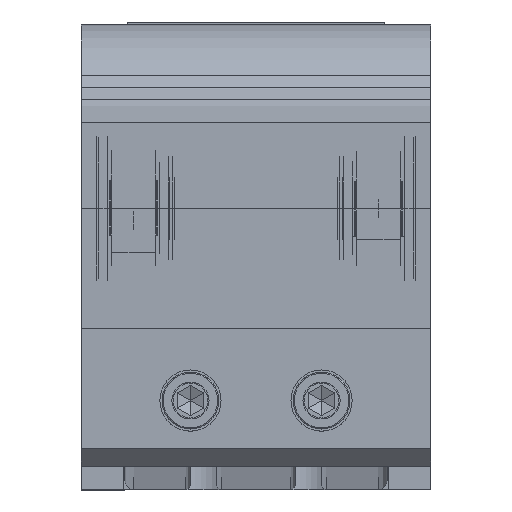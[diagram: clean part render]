
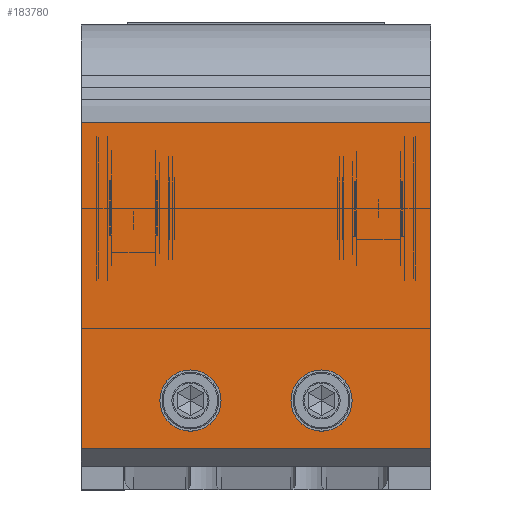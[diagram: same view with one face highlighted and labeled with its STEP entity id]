
A CAD part, top view. The second image highlights one B-rep face of the part: STEP entity #183780.
In plain terms, the highlighted planar face has unit normal (0, 0, 1).
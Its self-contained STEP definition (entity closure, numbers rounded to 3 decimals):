
#11931 = CARTESIAN_POINT ( 'NONE',  ( 185.798, 163.238, 570.351 ) ) ;
#12021 = CARTESIAN_POINT ( 'NONE',  ( 160.798, 174.238, 570.351 ) ) ;
#19529 = CIRCLE ( 'NONE', #162670, 7. ) ;
#20103 = EDGE_CURVE ( 'NONE', #37485, #214546, #19529, .T. ) ;
#27600 = LINE ( 'NONE', #115939, #199695 ) ;
#31855 = CARTESIAN_POINT ( 'NONE',  ( 185.798, 163.238, 570.351 ) ) ;
#37485 = VERTEX_POINT ( 'NONE', #145300 ) ;
#43269 = VECTOR ( 'NONE', #85944, 1000. ) ;
#58444 = VERTEX_POINT ( 'NONE', #121839 ) ;
#59922 = VERTEX_POINT ( 'NONE', #261525 ) ;
#62115 = ORIENTED_EDGE ( 'NONE', *, *, #90241, .F. ) ;
#70331 = EDGE_CURVE ( 'NONE', #120653, #82689, #161356, .T. ) ;
#74086 = CARTESIAN_POINT ( 'NONE',  ( 137.798, 174.238, 570.351 ) ) ;
#75595 = CIRCLE ( 'NONE', #88865, 7. ) ;
#81615 = ORIENTED_EDGE ( 'NONE', *, *, #20103, .F. ) ;
#82431 = FACE_BOUND ( 'NONE', #179238, .T. ) ;
#82689 = VERTEX_POINT ( 'NONE', #11931 ) ;
#85944 = DIRECTION ( 'NONE',  ( -1., 0., 0. ) ) ;
#88865 = AXIS2_PLACEMENT_3D ( 'NONE', #12021, #123425, #143715 ) ;
#90241 = EDGE_CURVE ( 'NONE', #277679, #58444, #263090, .T. ) ;
#92857 = ORIENTED_EDGE ( 'NONE', *, *, #70331, .F. ) ;
#94639 = DIRECTION ( 'NONE',  ( 1., 0., 0. ) ) ;
#102914 = AXIS2_PLACEMENT_3D ( 'NONE', #256460, #218714, #236118 ) ;
#104195 = DIRECTION ( 'NONE',  ( -1., 0., 0. ) ) ;
#112121 = AXIS2_PLACEMENT_3D ( 'NONE', #144679, #172123, #104195 ) ;
#113273 = CARTESIAN_POINT ( 'NONE',  ( 185.798, 237.738, 570.351 ) ) ;
#114475 = ORIENTED_EDGE ( 'NONE', *, *, #161753, .F. ) ;
#114730 = ORIENTED_EDGE ( 'NONE', *, *, #129968, .T. ) ;
#115939 = CARTESIAN_POINT ( 'NONE',  ( 105.798, 159.238, 570.351 ) ) ;
#120653 = VERTEX_POINT ( 'NONE', #236654 ) ;
#121839 = CARTESIAN_POINT ( 'NONE',  ( 167.798, 174.238, 570.351 ) ) ;
#123425 = DIRECTION ( 'NONE',  ( 0., 0., 1. ) ) ;
#125808 = FACE_BOUND ( 'NONE', #171054, .T. ) ;
#129968 = EDGE_CURVE ( 'NONE', #59922, #82689, #181025, .T. ) ;
#132766 = VERTEX_POINT ( 'NONE', #138833 ) ;
#138833 = CARTESIAN_POINT ( 'NONE',  ( 105.798, 237.738, 570.351 ) ) ;
#143715 = DIRECTION ( 'NONE',  ( 1., 0., 0. ) ) ;
#144679 = CARTESIAN_POINT ( 'NONE',  ( 185.798, 159.238, 570.351 ) ) ;
#145300 = CARTESIAN_POINT ( 'NONE',  ( 123.798, 174.238, 570.351 ) ) ;
#147501 = PLANE ( 'NONE',  #112121 ) ;
#159701 = CARTESIAN_POINT ( 'NONE',  ( 130.798, 174.238, 570.351 ) ) ;
#161356 = LINE ( 'NONE', #249695, #285874 ) ;
#161753 = EDGE_CURVE ( 'NONE', #58444, #277679, #75595, .T. ) ;
#162670 = AXIS2_PLACEMENT_3D ( 'NONE', #159701, #252292, #94639 ) ;
#167426 = EDGE_CURVE ( 'NONE', #214546, #37485, #278810, .T. ) ;
#171054 = EDGE_LOOP ( 'NONE', ( #114475, #62115 ) ) ;
#172123 = DIRECTION ( 'NONE',  ( 0., 0., -1. ) ) ;
#174147 = DIRECTION ( 'NONE',  ( 1., 0., 0. ) ) ;
#176662 = EDGE_LOOP ( 'NONE', ( #229616, #114730, #92857, #222238 ) ) ;
#177072 = LINE ( 'NONE', #113273, #43269 ) ;
#177283 = CARTESIAN_POINT ( 'NONE',  ( 153.798, 174.238, 570.351 ) ) ;
#179238 = EDGE_LOOP ( 'NONE', ( #188505, #81615 ) ) ;
#181025 = LINE ( 'NONE', #31855, #229659 ) ;
#182526 = DIRECTION ( 'NONE',  ( 0., -1., 0. ) ) ;
#183780 = ADVANCED_FACE ( 'NONE', ( #82431, #125808, #212718 ), #147501, .F. ) ;
#188505 = ORIENTED_EDGE ( 'NONE', *, *, #167426, .F. ) ;
#190436 = EDGE_CURVE ( 'NONE', #120653, #132766, #177072, .T. ) ;
#199695 = VECTOR ( 'NONE', #182526, 1000. ) ;
#206979 = DIRECTION ( 'NONE',  ( 1., 0., 0. ) ) ;
#212718 = FACE_OUTER_BOUND ( 'NONE', #176662, .T. ) ;
#214546 = VERTEX_POINT ( 'NONE', #74086 ) ;
#214762 = DIRECTION ( 'NONE',  ( 0., 0., 1. ) ) ;
#218714 = DIRECTION ( 'NONE',  ( 0., 0., 1. ) ) ;
#220404 = CARTESIAN_POINT ( 'NONE',  ( 160.798, 174.238, 570.351 ) ) ;
#222238 = ORIENTED_EDGE ( 'NONE', *, *, #190436, .T. ) ;
#225358 = EDGE_CURVE ( 'NONE', #132766, #59922, #27600, .T. ) ;
#229616 = ORIENTED_EDGE ( 'NONE', *, *, #225358, .T. ) ;
#229659 = VECTOR ( 'NONE', #206979, 1000. ) ;
#236118 = DIRECTION ( 'NONE',  ( 1., 0., 0. ) ) ;
#236654 = CARTESIAN_POINT ( 'NONE',  ( 185.798, 237.738, 570.351 ) ) ;
#239971 = AXIS2_PLACEMENT_3D ( 'NONE', #220404, #214762, #174147 ) ;
#249695 = CARTESIAN_POINT ( 'NONE',  ( 185.798, 159.238, 570.351 ) ) ;
#252292 = DIRECTION ( 'NONE',  ( 0., 0., 1. ) ) ;
#255436 = DIRECTION ( 'NONE',  ( 0., -1., 0. ) ) ;
#256460 = CARTESIAN_POINT ( 'NONE',  ( 130.798, 174.238, 570.351 ) ) ;
#261525 = CARTESIAN_POINT ( 'NONE',  ( 105.798, 163.238, 570.351 ) ) ;
#263090 = CIRCLE ( 'NONE', #239971, 7. ) ;
#277679 = VERTEX_POINT ( 'NONE', #177283 ) ;
#278810 = CIRCLE ( 'NONE', #102914, 7. ) ;
#285874 = VECTOR ( 'NONE', #255436, 1000. ) ;
